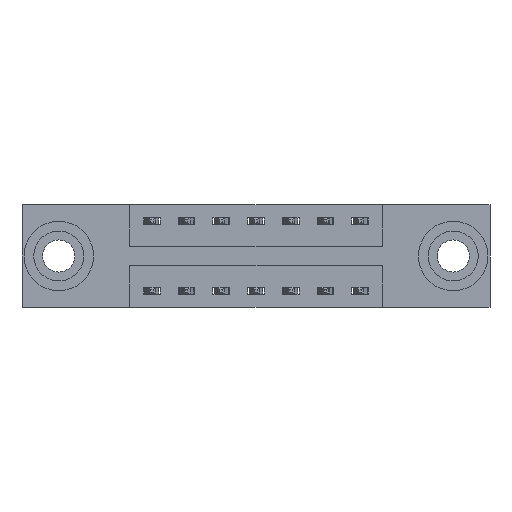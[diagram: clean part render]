
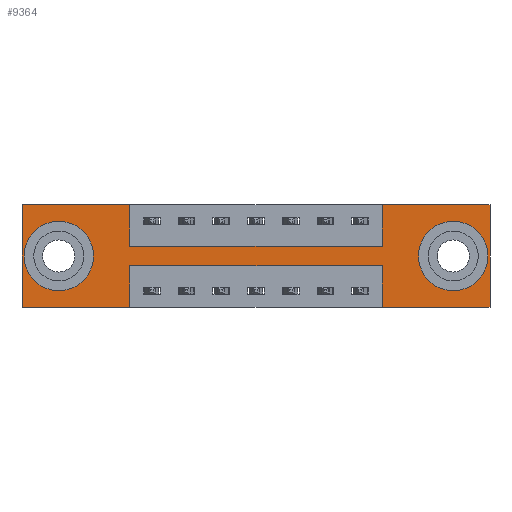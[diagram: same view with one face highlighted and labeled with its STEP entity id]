
A CAD part, front view. The second image highlights one B-rep face of the part: STEP entity #9364.
In plain terms, the highlighted planar face has unit normal (0, -1, 0).
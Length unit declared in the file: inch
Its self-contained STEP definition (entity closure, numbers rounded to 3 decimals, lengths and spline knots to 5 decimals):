
#128 = CARTESIAN_POINT ( 'NONE',  ( 0., 0., -0.37 ) ) ;
#156 = EDGE_LOOP ( 'NONE', ( #3958, #3979 ) ) ;
#322 = EDGE_CURVE ( 'NONE', #7732, #5859, #9362, .T. ) ;
#441 = CARTESIAN_POINT ( 'NONE',  ( 0.3875, 0., -0.22 ) ) ;
#619 = VECTOR ( 'NONE', #3431, 39.37008 ) ;
#633 = CARTESIAN_POINT ( 'NONE',  ( 0.1325, 0., -0.185 ) ) ;
#731 = VECTOR ( 'NONE', #6238, 39.37008 ) ;
#1127 = CARTESIAN_POINT ( 'NONE',  ( 1.5525, 0., -0.185 ) ) ;
#1274 = CARTESIAN_POINT ( 'NONE',  ( 0.3875, 0., -0.15 ) ) ;
#1294 = DIRECTION ( 'NONE',  ( 0., 1., 0. ) ) ;
#1515 = DIRECTION ( 'NONE',  ( 0., 0., 1. ) ) ;
#1542 = AXIS2_PLACEMENT_3D ( 'NONE', #6080, #1294, #6806 ) ;
#1763 = EDGE_LOOP ( 'NONE', ( #4073, #7119 ) ) ;
#1806 = LINE ( 'NONE', #9702, #3703 ) ;
#1861 = DIRECTION ( 'NONE',  ( 0., -1., 0. ) ) ;
#1893 = DIRECTION ( 'NONE',  ( 1., 0., 0. ) ) ;
#1936 = FACE_BOUND ( 'NONE', #1763, .T. ) ;
#1937 = DIRECTION ( 'NONE',  ( 0., 0., -1. ) ) ;
#2140 = CARTESIAN_POINT ( 'NONE',  ( 0.1325, 0., -0.263 ) ) ;
#2328 = VERTEX_POINT ( 'NONE', #9856 ) ;
#2491 = CARTESIAN_POINT ( 'NONE',  ( 0.3875, 0., -0.37 ) ) ;
#2535 = LINE ( 'NONE', #9335, #6456 ) ;
#2562 = CARTESIAN_POINT ( 'NONE',  ( 1.5525, 0., -0.263 ) ) ;
#2618 = CARTESIAN_POINT ( 'NONE',  ( 0., 0., -0.37 ) ) ;
#2670 = CARTESIAN_POINT ( 'NONE',  ( 0., 0., -0.37 ) ) ;
#2770 = VERTEX_POINT ( 'NONE', #3164 ) ;
#3030 = LINE ( 'NONE', #7099, #6903 ) ;
#3149 = AXIS2_PLACEMENT_3D ( 'NONE', #1127, #6650, #1937 ) ;
#3164 = CARTESIAN_POINT ( 'NONE',  ( 0.1325, 0., -0.107 ) ) ;
#3431 = DIRECTION ( 'NONE',  ( -1., 0., 0. ) ) ;
#3435 = VERTEX_POINT ( 'NONE', #9574 ) ;
#3609 = CARTESIAN_POINT ( 'NONE',  ( 0., 0., -0.37 ) ) ;
#3613 = EDGE_CURVE ( 'NONE', #9670, #2770, #5834, .T. ) ;
#3687 = CARTESIAN_POINT ( 'NONE',  ( 1.2975, 0., 0. ) ) ;
#3695 = EDGE_CURVE ( 'NONE', #5859, #4602, #5074, .T. ) ;
#3703 = VECTOR ( 'NONE', #4576, 39.37008 ) ;
#3704 = EDGE_CURVE ( 'NONE', #2770, #9670, #4809, .T. ) ;
#3958 = ORIENTED_EDGE ( 'NONE', *, *, #5865, .T. ) ;
#3979 = ORIENTED_EDGE ( 'NONE', *, *, #5128, .T. ) ;
#4073 = ORIENTED_EDGE ( 'NONE', *, *, #3704, .T. ) ;
#4083 = EDGE_CURVE ( 'NONE', #4602, #9456, #4936, .T. ) ;
#4100 = ORIENTED_EDGE ( 'NONE', *, *, #9664, .F. ) ;
#4130 = DIRECTION ( 'NONE',  ( 0., 0., 1. ) ) ;
#4182 = ORIENTED_EDGE ( 'NONE', *, *, #6920, .F. ) ;
#4188 = EDGE_CURVE ( 'NONE', #5298, #5244, #6067, .T. ) ;
#4192 = ORIENTED_EDGE ( 'NONE', *, *, #4083, .F. ) ;
#4200 = ORIENTED_EDGE ( 'NONE', *, *, #3695, .F. ) ;
#4228 = PLANE ( 'NONE',  #4946 ) ;
#4474 = ORIENTED_EDGE ( 'NONE', *, *, #4188, .F. ) ;
#4526 = VECTOR ( 'NONE', #4713, 39.37008 ) ;
#4576 = DIRECTION ( 'NONE',  ( 0., 0., -1. ) ) ;
#4588 = DIRECTION ( 'NONE',  ( 0., 1., 0. ) ) ;
#4602 = VERTEX_POINT ( 'NONE', #8626 ) ;
#4663 = VERTEX_POINT ( 'NONE', #3609 ) ;
#4671 = ORIENTED_EDGE ( 'NONE', *, *, #5544, .F. ) ;
#4713 = DIRECTION ( 'NONE',  ( 1., 0., 0. ) ) ;
#4751 = DIRECTION ( 'NONE',  ( 1., 0., 0. ) ) ;
#4794 = ORIENTED_EDGE ( 'NONE', *, *, #5519, .F. ) ;
#4809 = CIRCLE ( 'NONE', #7886, 0.078 ) ;
#4843 = ORIENTED_EDGE ( 'NONE', *, *, #6351, .F. ) ;
#4922 = ORIENTED_EDGE ( 'NONE', *, *, #9751, .F. ) ;
#4936 = LINE ( 'NONE', #2618, #619 ) ;
#4942 = ORIENTED_EDGE ( 'NONE', *, *, #5642, .F. ) ;
#4946 = AXIS2_PLACEMENT_3D ( 'NONE', #128, #1861, #7350 ) ;
#4985 = ORIENTED_EDGE ( 'NONE', *, *, #322, .F. ) ;
#5074 = LINE ( 'NONE', #7705, #9012 ) ;
#5128 = EDGE_CURVE ( 'NONE', #6246, #2328, #5923, .T. ) ;
#5244 = VERTEX_POINT ( 'NONE', #9577 ) ;
#5298 = VERTEX_POINT ( 'NONE', #1274 ) ;
#5418 = CARTESIAN_POINT ( 'NONE',  ( 0., 0., 0. ) ) ;
#5498 = VECTOR ( 'NONE', #4751, 39.37008 ) ;
#5519 = EDGE_CURVE ( 'NONE', #4663, #6295, #8981, .T. ) ;
#5544 = EDGE_CURVE ( 'NONE', #6295, #9086, #6597, .T. ) ;
#5642 = EDGE_CURVE ( 'NONE', #5244, #7732, #2535, .T. ) ;
#5661 = CARTESIAN_POINT ( 'NONE',  ( 0.3875, 0., -0.37 ) ) ;
#5834 = CIRCLE ( 'NONE', #8988, 0.078 ) ;
#5859 = VERTEX_POINT ( 'NONE', #8956 ) ;
#5865 = EDGE_CURVE ( 'NONE', #2328, #6246, #9865, .T. ) ;
#5923 = CIRCLE ( 'NONE', #3149, 0.078 ) ;
#6067 = LINE ( 'NONE', #8112, #9821 ) ;
#6080 = CARTESIAN_POINT ( 'NONE',  ( 1.5525, 0., -0.185 ) ) ;
#6142 = EDGE_CURVE ( 'NONE', #3435, #9228, #9270, .T. ) ;
#6168 = FACE_BOUND ( 'NONE', #156, .T. ) ;
#6230 = VECTOR ( 'NONE', #8765, 39.37008 ) ;
#6238 = DIRECTION ( 'NONE',  ( 0., 0., 1. ) ) ;
#6246 = VERTEX_POINT ( 'NONE', #2562 ) ;
#6265 = DIRECTION ( 'NONE',  ( 0., 1., 0. ) ) ;
#6267 = CARTESIAN_POINT ( 'NONE',  ( 0., 0., 0. ) ) ;
#6274 = LINE ( 'NONE', #441, #8023 ) ;
#6295 = VERTEX_POINT ( 'NONE', #8738 ) ;
#6351 = EDGE_CURVE ( 'NONE', #9228, #4663, #8200, .T. ) ;
#6456 = VECTOR ( 'NONE', #4130, 39.37008 ) ;
#6597 = LINE ( 'NONE', #6267, #4526 ) ;
#6650 = DIRECTION ( 'NONE',  ( 0., 1., 0. ) ) ;
#6665 = CARTESIAN_POINT ( 'NONE',  ( 1.2975, 0., -0.37 ) ) ;
#6806 = DIRECTION ( 'NONE',  ( 0., 0., -1. ) ) ;
#6857 = ORIENTED_EDGE ( 'NONE', *, *, #6142, .F. ) ;
#6903 = VECTOR ( 'NONE', #7837, 39.37008 ) ;
#6920 = EDGE_CURVE ( 'NONE', #9456, #7064, #3030, .T. ) ;
#6982 = CARTESIAN_POINT ( 'NONE',  ( 0., 0., 0. ) ) ;
#7064 = VERTEX_POINT ( 'NONE', #9506 ) ;
#7099 = CARTESIAN_POINT ( 'NONE',  ( 1.2975, 0., -0.37 ) ) ;
#7119 = ORIENTED_EDGE ( 'NONE', *, *, #3613, .T. ) ;
#7192 = DIRECTION ( 'NONE',  ( 0., 0., -1. ) ) ;
#7350 = DIRECTION ( 'NONE',  ( 0., 0., -1. ) ) ;
#7413 = VECTOR ( 'NONE', #7192, 39.37008 ) ;
#7591 = DIRECTION ( 'NONE',  ( -1., 0., 0. ) ) ;
#7705 = CARTESIAN_POINT ( 'NONE',  ( 1.685, 0., 0. ) ) ;
#7732 = VERTEX_POINT ( 'NONE', #3687 ) ;
#7837 = DIRECTION ( 'NONE',  ( 0., 0., 1. ) ) ;
#7886 = AXIS2_PLACEMENT_3D ( 'NONE', #633, #6265, #1515 ) ;
#8023 = VECTOR ( 'NONE', #7591, 39.37008 ) ;
#8112 = CARTESIAN_POINT ( 'NONE',  ( 0.3875, 0., -0.15 ) ) ;
#8200 = LINE ( 'NONE', #2670, #6230 ) ;
#8469 = CARTESIAN_POINT ( 'NONE',  ( 0.3875, 0., 0. ) ) ;
#8626 = CARTESIAN_POINT ( 'NONE',  ( 1.685, 0., -0.37 ) ) ;
#8738 = CARTESIAN_POINT ( 'NONE',  ( 0., 0., 0. ) ) ;
#8765 = DIRECTION ( 'NONE',  ( -1., 0., 0. ) ) ;
#8956 = CARTESIAN_POINT ( 'NONE',  ( 1.685, 0., 0. ) ) ;
#8981 = LINE ( 'NONE', #6982, #731 ) ;
#8988 = AXIS2_PLACEMENT_3D ( 'NONE', #9044, #4588, #9712 ) ;
#9012 = VECTOR ( 'NONE', #9763, 39.37008 ) ;
#9044 = CARTESIAN_POINT ( 'NONE',  ( 0.1325, 0., -0.185 ) ) ;
#9086 = VERTEX_POINT ( 'NONE', #8469 ) ;
#9228 = VERTEX_POINT ( 'NONE', #5661 ) ;
#9270 = LINE ( 'NONE', #2491, #7413 ) ;
#9335 = CARTESIAN_POINT ( 'NONE',  ( 1.2975, 0., 0. ) ) ;
#9362 = LINE ( 'NONE', #5418, #5498 ) ;
#9364 = ADVANCED_FACE ( 'NONE', ( #6168, #1936, #9918 ), #4228, .T. ) ;
#9456 = VERTEX_POINT ( 'NONE', #6665 ) ;
#9506 = CARTESIAN_POINT ( 'NONE',  ( 1.2975, 0., -0.22 ) ) ;
#9574 = CARTESIAN_POINT ( 'NONE',  ( 0.3875, 0., -0.22 ) ) ;
#9577 = CARTESIAN_POINT ( 'NONE',  ( 1.2975, 0., -0.15 ) ) ;
#9664 = EDGE_CURVE ( 'NONE', #7064, #3435, #6274, .T. ) ;
#9670 = VERTEX_POINT ( 'NONE', #2140 ) ;
#9702 = CARTESIAN_POINT ( 'NONE',  ( 0.3875, 0., 0. ) ) ;
#9712 = DIRECTION ( 'NONE',  ( 0., 0., 1. ) ) ;
#9751 = EDGE_CURVE ( 'NONE', #9086, #5298, #1806, .T. ) ;
#9763 = DIRECTION ( 'NONE',  ( 0., 0., -1. ) ) ;
#9821 = VECTOR ( 'NONE', #1893, 39.37008 ) ;
#9856 = CARTESIAN_POINT ( 'NONE',  ( 1.5525, 0., -0.107 ) ) ;
#9865 = CIRCLE ( 'NONE', #1542, 0.078 ) ;
#9895 = EDGE_LOOP ( 'NONE', ( #6857, #4100, #4182, #4192, #4200, #4985, #4942, #4474, #4922, #4671, #4794, #4843 ) ) ;
#9918 = FACE_OUTER_BOUND ( 'NONE', #9895, .T. ) ;
